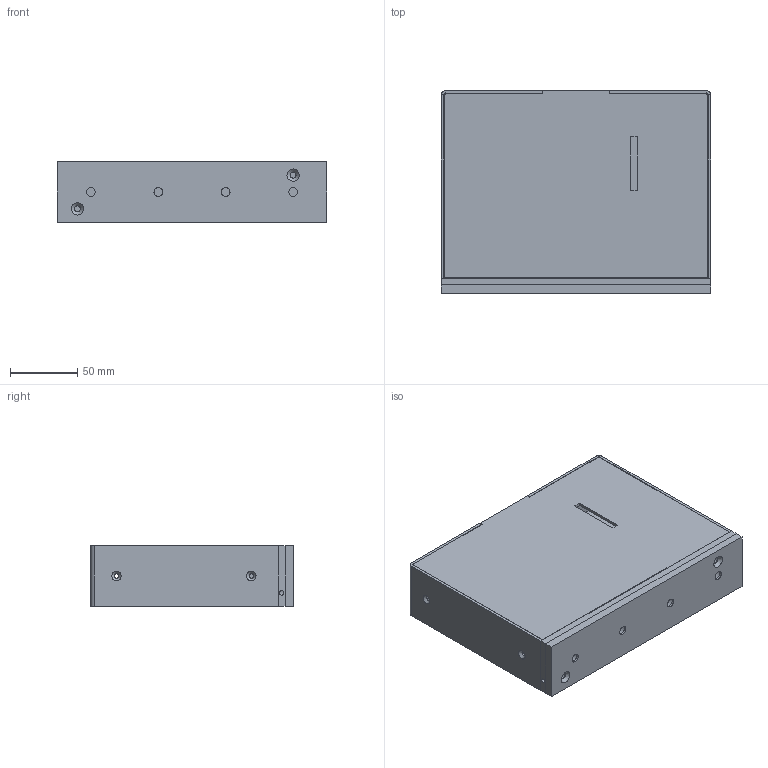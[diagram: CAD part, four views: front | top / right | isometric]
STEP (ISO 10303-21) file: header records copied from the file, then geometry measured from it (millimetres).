
FILE_DESCRIPTION (( 'STEP AP203' ), '1' );
FILE_NAME ('Wiper II Gehäuse direkt.STEP', '2015-05-11T10:13:03', ( 'User' ), ( 'Hewlett-Packard Company' ), 'SwSTEP 2.0', 'SolidWorks 2012', '' );
FILE_SCHEMA (( 'CONFIG_CONTROL_DESIGN' ));
Length unit declared in the file: millimetre
Products named in the file (8): Wiper II Gehäuse direkt; ica61_00_19R0; ica61_00_18R0; ica61_00_16R3; ica61_00_15R1; ica61_00_14R2; ica61_00_13R1 mit Typenschild; ica61_00_12R1
Assembly tree (7 placements, depth 2):
  Wiper II Gehäuse direkt
    ica61_00_12R1
    ica61_00_13R1 mit Typenschild
    ica61_00_14R2
    ica61_00_15R1
    ica61_00_16R3
    ica61_00_18R0
    ica61_00_19R0
Bounding box: 200 x 150 x 45 mm (x, y, z)
Volume: 237843.6 mm3; surface area: 191362.2 mm2
Topology: 7 solids, 7 shells, 157 faces, 378 edges, 241 vertices
Faces by surface type: plane 89, cylinder 52, cone 16
Full cylindrical faces by diameter (mm): 3.1 x2, 3.2 x15, 3.3 x2, 4.3 x2, 5 x1, 6 x2, 6.05 x2, 6.4 x4, 11 x4
Entity records: 5237 total; most frequent: DIRECTION 771, CARTESIAN_POINT 769, ORIENTED_EDGE 640, EDGE_CURVE 320, AXIS2_PLACEMENT_3D 285, EDGE_LOOP 271, VERTEX_POINT 233, VECTOR 201
